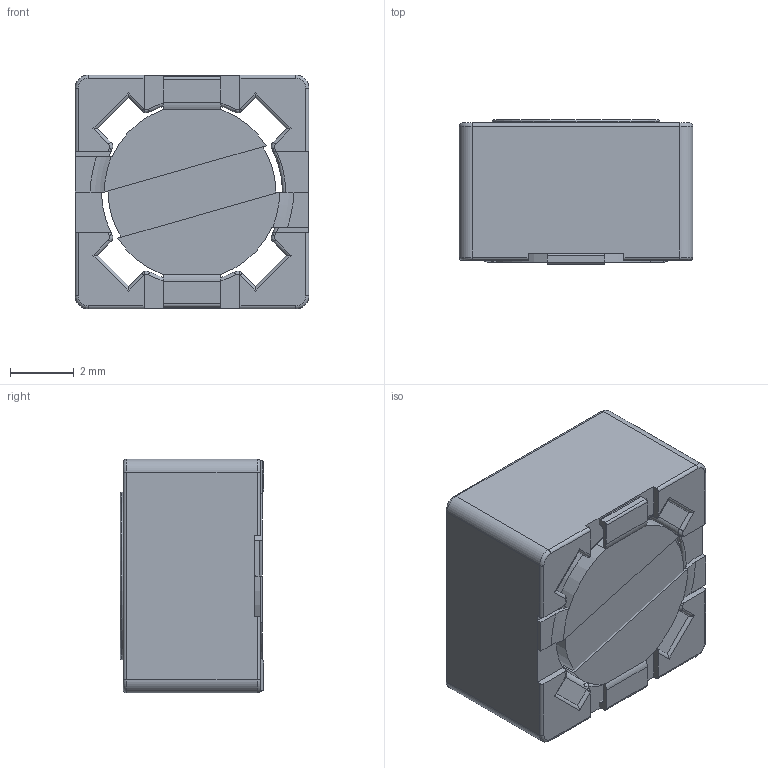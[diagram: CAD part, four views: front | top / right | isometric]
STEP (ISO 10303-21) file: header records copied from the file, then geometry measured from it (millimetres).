
FILE_DESCRIPTION(/* description */ (''),/* implementation_level */ '2;1');
FILE_NAME(/* name */ 'CDRN74.stp',/* time_stamp */ '2015-03-25T19:42:17+02:00',/* author */ ('Admin'),/* organization */ (''),/* preprocessor_version */ 'ST-DEVELOPER v15.2',/* originating_system */ 'Autodesk Inventor 2014',/* authorisation */ '');
FILE_SCHEMA (('AUTOMOTIVE_DESIGN { 1 0 10303 214 3 1 1 }'));
Length unit declared in the file: millimetre
Products named in the file (1): CDRN74
Bounding box: 7.3 x 4.5 x 7.3 mm (x, y, z)
Volume: 199 mm3; surface area: 435.6 mm2
Topology: 5 solids, 5 shells, 193 faces, 465 edges, 281 vertices
Faces by surface type: plane 76, cylinder 75, torus 22, bspline 12, sphere 8
Full cylindrical faces by diameter (mm): 5.25 x1
Entity records: 5952 total; most frequent: CARTESIAN_POINT 1180, DIRECTION 999, ORIENTED_EDGE 926, EDGE_CURVE 463, AXIS2_PLACEMENT_3D 372, VERTEX_POINT 281, LINE 255, VECTOR 255
